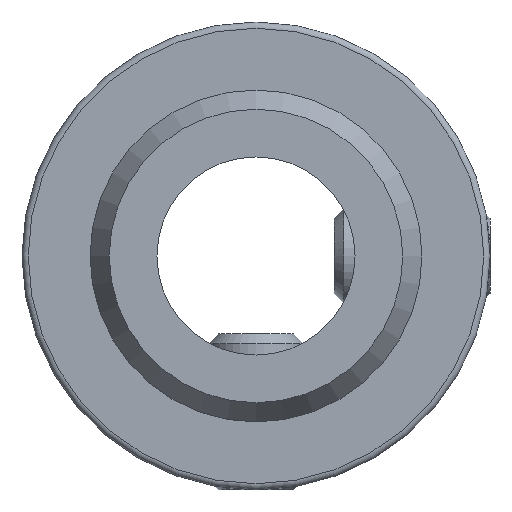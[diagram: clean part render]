
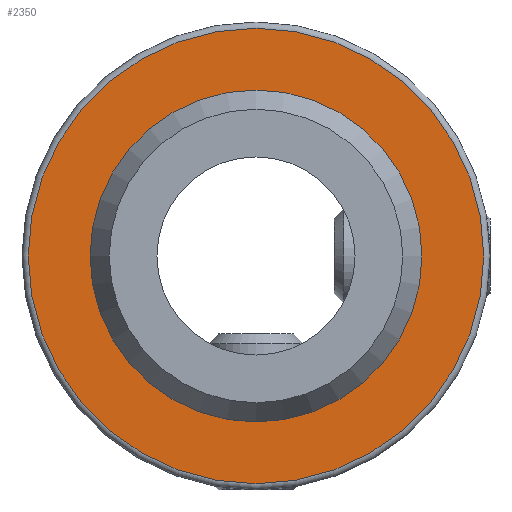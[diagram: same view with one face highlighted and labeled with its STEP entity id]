
A CAD part, front view. The second image highlights one B-rep face of the part: STEP entity #2350.
In plain terms, the highlighted planar face has unit normal (0, -1, 0).
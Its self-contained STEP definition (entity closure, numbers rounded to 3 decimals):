
#50=FACE_BOUND('',#396,.T.);
#60=CIRCLE('',#2554,5.32);
#61=CIRCLE('',#2556,7.3);
#204=PLANE('',#2561);
#263=FACE_OUTER_BOUND('',#395,.T.);
#395=EDGE_LOOP('',(#1580));
#396=EDGE_LOOP('',(#1581));
#952=VERTEX_POINT('',#3756);
#953=VERTEX_POINT('',#3760);
#1198=EDGE_CURVE('',#952,#952,#60,.T.);
#1200=EDGE_CURVE('',#953,#953,#61,.T.);
#1580=ORIENTED_EDGE('',*,*,#1200,.F.);
#1581=ORIENTED_EDGE('',*,*,#1198,.T.);
#2350=ADVANCED_FACE('',(#263,#50),#204,.F.);
#2554=AXIS2_PLACEMENT_3D('',#3757,#2844,#2845);
#2556=AXIS2_PLACEMENT_3D('',#3761,#2849,#2850);
#2561=AXIS2_PLACEMENT_3D('',#3769,#2860,#2861);
#2844=DIRECTION('center_axis',(0.,1.,0.));
#2845=DIRECTION('ref_axis',(0.,0.,1.));
#2849=DIRECTION('center_axis',(0.,1.,0.));
#2850=DIRECTION('ref_axis',(0.,0.,-1.));
#2860=DIRECTION('center_axis',(0.,1.,0.));
#2861=DIRECTION('ref_axis',(0.,0.,1.));
#3756=CARTESIAN_POINT('',(0.,1.,-5.32));
#3757=CARTESIAN_POINT('Origin',(0.,1.,0.));
#3760=CARTESIAN_POINT('',(0.,1.,7.3));
#3761=CARTESIAN_POINT('Origin',(0.,1.,0.));
#3769=CARTESIAN_POINT('Origin',(0.,1.,0.));
